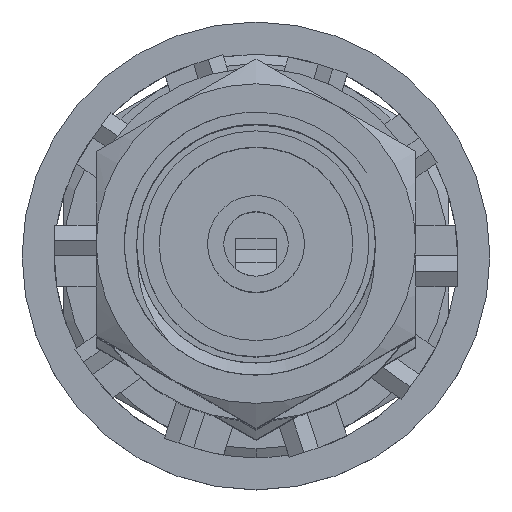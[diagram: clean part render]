
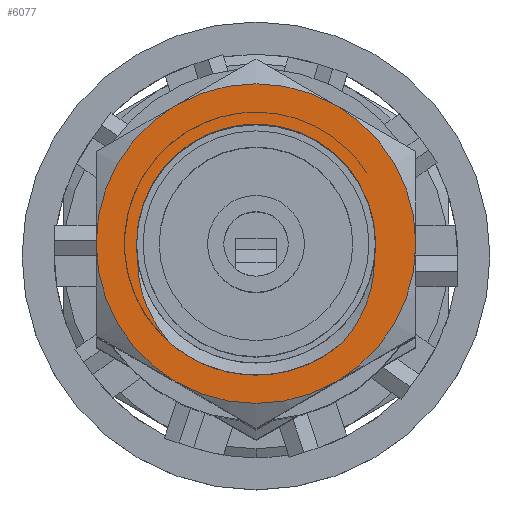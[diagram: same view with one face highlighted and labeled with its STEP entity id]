
A CAD part, top view. The second image highlights one B-rep face of the part: STEP entity #6077.
In plain terms, the highlighted planar face has unit normal (0, 0, 1).
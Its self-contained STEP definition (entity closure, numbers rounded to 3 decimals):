
#68 = VERTEX_POINT ( 'NONE', #3076 ) ;
#185 = CARTESIAN_POINT ( 'NONE',  ( 0., 0., 12.95 ) ) ;
#234 = VERTEX_POINT ( 'NONE', #2554 ) ;
#284 = CARTESIAN_POINT ( 'NONE',  ( -0.386, -1.595, 12.95 ) ) ;
#291 = EDGE_CURVE ( 'NONE', #8132, #1250, #4548, .T. ) ;
#297 = DIRECTION ( 'NONE',  ( 1., 0., 0. ) ) ;
#311 = CIRCLE ( 'NONE', #9083, 1.981 ) ;
#326 = CARTESIAN_POINT ( 'NONE',  ( 0.386, -1.595, 12.95 ) ) ;
#419 = DIRECTION ( 'NONE',  ( 1., 0., 0. ) ) ;
#590 = CARTESIAN_POINT ( 'NONE',  ( -1.063, -1.236, 12.95 ) ) ;
#592 = DIRECTION ( 'NONE',  ( 0., 0., 1. ) ) ;
#725 = CARTESIAN_POINT ( 'NONE',  ( 0., 0., 12.95 ) ) ;
#736 = CARTESIAN_POINT ( 'NONE',  ( -1.48, 0., 12.95 ) ) ;
#820 = EDGE_CURVE ( 'NONE', #1238, #9498, #6680, .T. ) ;
#914 = ORIENTED_EDGE ( 'NONE', *, *, #1997, .T. ) ;
#928 = CARTESIAN_POINT ( 'NONE',  ( -0.192, -1.63, 12.95 ) ) ;
#983 = CIRCLE ( 'NONE', #9066, 1.981 ) ;
#1000 = CARTESIAN_POINT ( 'NONE',  ( 1.471, -0.383, 12.95 ) ) ;
#1214 = ORIENTED_EDGE ( 'NONE', *, *, #4521, .T. ) ;
#1238 = VERTEX_POINT ( 'NONE', #6773 ) ;
#1250 = VERTEX_POINT ( 'NONE', #736 ) ;
#1286 = PLANE ( 'NONE',  #9281 ) ;
#1324 = EDGE_CURVE ( 'NONE', #1250, #5346, #8792, .T. ) ;
#1349 = EDGE_CURVE ( 'NONE', #68, #1238, #8185, .T. ) ;
#1400 = DIRECTION ( 'NONE',  ( 0., 0., 1. ) ) ;
#1473 = DIRECTION ( 'NONE',  ( 1., 0., 0. ) ) ;
#1639 = AXIS2_PLACEMENT_3D ( 'NONE', #2090, #592, #9444 ) ;
#1711 = B_SPLINE_CURVE_WITH_KNOTS ( 'NONE', 3,
 ( #3261, #1000, #6169, #7704, #1802, #7640 ),
 .UNSPECIFIED., .F., .F.,
 ( 4, 2, 4 ),
 ( 0., 0.001, 0.001 ),
 .UNSPECIFIED. ) ;
#1760 = CARTESIAN_POINT ( 'NONE',  ( -1.191, -1.092, 12.95 ) ) ;
#1802 = CARTESIAN_POINT ( 'NONE',  ( 1.191, -1.092, 12.95 ) ) ;
#1889 = CARTESIAN_POINT ( 'NONE',  ( 1.981, 0., 12.95 ) ) ;
#1997 = EDGE_CURVE ( 'NONE', #6259, #6086, #3883, .T. ) ;
#2034 = ORIENTED_EDGE ( 'NONE', *, *, #6105, .T. ) ;
#2090 = CARTESIAN_POINT ( 'NONE',  ( 0., 0., 12.95 ) ) ;
#2114 = CARTESIAN_POINT ( 'NONE',  ( 0., 0., 12.95 ) ) ;
#2214 = ORIENTED_EDGE ( 'NONE', *, *, #2545, .T. ) ;
#2307 = CARTESIAN_POINT ( 'NONE',  ( 1.468, -0.19, 12.95 ) ) ;
#2332 = AXIS2_PLACEMENT_3D ( 'NONE', #185, #7563, #6098 ) ;
#2456 = CARTESIAN_POINT ( 'NONE',  ( 0.916, -1.363, 12.95 ) ) ;
#2464 = ORIENTED_EDGE ( 'NONE', *, *, #820, .T. ) ;
#2488 = AXIS2_PLACEMENT_3D ( 'NONE', #725, #3607, #4434 ) ;
#2545 = EDGE_CURVE ( 'NONE', #6086, #5346, #3064, .T. ) ;
#2554 = CARTESIAN_POINT ( 'NONE',  ( 0.991, 1.716, 12.95 ) ) ;
#2588 = FACE_OUTER_BOUND ( 'NONE', #7041, .T. ) ;
#2643 = CARTESIAN_POINT ( 'NONE',  ( 0., 0., 12.95 ) ) ;
#2690 = CIRCLE ( 'NONE', #5400, 1.981 ) ;
#2748 = DIRECTION ( 'NONE',  ( 1., 0., 0. ) ) ;
#3064 = B_SPLINE_CURVE_WITH_KNOTS ( 'NONE', 3,
 ( #6113, #1760, #6997, #7735, #6928, #3255 ),
 .UNSPECIFIED., .F., .F.,
 ( 4, 2, 4 ),
 ( 0., 0.001, 0.001 ),
 .UNSPECIFIED. ) ;
#3076 = CARTESIAN_POINT ( 'NONE',  ( -0.991, 1.716, 12.95 ) ) ;
#3249 = AXIS2_PLACEMENT_3D ( 'NONE', #5487, #4044, #4148 ) ;
#3255 = CARTESIAN_POINT ( 'NONE',  ( -1.468, -0.19, 12.95 ) ) ;
#3261 = CARTESIAN_POINT ( 'NONE',  ( 1.468, -0.19, 12.95 ) ) ;
#3584 = CARTESIAN_POINT ( 'NONE',  ( -0.991, -1.716, 12.95 ) ) ;
#3607 = DIRECTION ( 'NONE',  ( 0., 0., 1. ) ) ;
#3666 = CIRCLE ( 'NONE', #2488, 1.48 ) ;
#3855 = CARTESIAN_POINT ( 'NONE',  ( 0., 0., 12.95 ) ) ;
#3883 = B_SPLINE_CURVE_WITH_KNOTS ( 'NONE', 3,
 ( #5365, #2456, #6188, #326, #6985, #928, #284, #3954, #9067, #6879 ),
 .UNSPECIFIED., .F., .F.,
 ( 4, 2, 2, 2, 4 ),
 ( 0., 0.001, 0.001, 0.002, 0.002 ),
 .UNSPECIFIED. ) ;
#3954 = CARTESIAN_POINT ( 'NONE',  ( -0.746, -1.462, 12.95 ) ) ;
#4008 = CARTESIAN_POINT ( 'NONE',  ( -1.468, -0.19, 12.95 ) ) ;
#4044 = DIRECTION ( 'NONE',  ( 0., 0., 1. ) ) ;
#4148 = DIRECTION ( 'NONE',  ( 1., 0., 0. ) ) ;
#4297 = ORIENTED_EDGE ( 'NONE', *, *, #4983, .F. ) ;
#4326 = AXIS2_PLACEMENT_3D ( 'NONE', #3855, #6841, #6912 ) ;
#4358 = ORIENTED_EDGE ( 'NONE', *, *, #7219, .T. ) ;
#4434 = DIRECTION ( 'NONE',  ( 1., 0., 0. ) ) ;
#4444 = ORIENTED_EDGE ( 'NONE', *, *, #1324, .F. ) ;
#4521 = EDGE_CURVE ( 'NONE', #8859, #6259, #1711, .T. ) ;
#4548 = CIRCLE ( 'NONE', #1639, 1.48 ) ;
#4818 = VERTEX_POINT ( 'NONE', #1889 ) ;
#4833 = CIRCLE ( 'NONE', #3249, 1.981 ) ;
#4983 = EDGE_CURVE ( 'NONE', #8859, #8132, #3666, .T. ) ;
#5137 = ORIENTED_EDGE ( 'NONE', *, *, #1349, .T. ) ;
#5229 = CARTESIAN_POINT ( 'NONE',  ( 1.063, -1.236, 12.95 ) ) ;
#5346 = VERTEX_POINT ( 'NONE', #4008 ) ;
#5349 = EDGE_CURVE ( 'NONE', #234, #68, #4833, .T. ) ;
#5365 = CARTESIAN_POINT ( 'NONE',  ( 1.063, -1.236, 12.95 ) ) ;
#5400 = AXIS2_PLACEMENT_3D ( 'NONE', #8532, #6341, #297 ) ;
#5487 = CARTESIAN_POINT ( 'NONE',  ( 0., 0., 12.95 ) ) ;
#5668 = DIRECTION ( 'NONE',  ( 0., 0., 1. ) ) ;
#5736 = EDGE_LOOP ( 'NONE', ( #4297, #1214, #914, #2214, #4444, #6861 ) ) ;
#6077 = ADVANCED_FACE ( 'NONE', ( #2588, #8900 ), #1286, .T. ) ;
#6086 = VERTEX_POINT ( 'NONE', #590 ) ;
#6098 = DIRECTION ( 'NONE',  ( 1., 0., 0. ) ) ;
#6105 = EDGE_CURVE ( 'NONE', #9498, #6847, #311, .T. ) ;
#6113 = CARTESIAN_POINT ( 'NONE',  ( -1.063, -1.236, 12.95 ) ) ;
#6169 = CARTESIAN_POINT ( 'NONE',  ( 1.435, -0.575, 12.95 ) ) ;
#6188 = CARTESIAN_POINT ( 'NONE',  ( 0.746, -1.462, 12.95 ) ) ;
#6259 = VERTEX_POINT ( 'NONE', #5229 ) ;
#6289 = DIRECTION ( 'NONE',  ( 0., 0., 1. ) ) ;
#6341 = DIRECTION ( 'NONE',  ( 0., 0., 1. ) ) ;
#6354 = AXIS2_PLACEMENT_3D ( 'NONE', #8064, #1400, #419 ) ;
#6378 = ORIENTED_EDGE ( 'NONE', *, *, #5349, .T. ) ;
#6465 = CARTESIAN_POINT ( 'NONE',  ( 0.991, -1.716, 12.95 ) ) ;
#6680 = CIRCLE ( 'NONE', #6354, 1.981 ) ;
#6704 = EDGE_CURVE ( 'NONE', #6847, #4818, #983, .T. ) ;
#6773 = CARTESIAN_POINT ( 'NONE',  ( -1.981, 0., 12.95 ) ) ;
#6841 = DIRECTION ( 'NONE',  ( 0., 0., 1. ) ) ;
#6847 = VERTEX_POINT ( 'NONE', #6465 ) ;
#6861 = ORIENTED_EDGE ( 'NONE', *, *, #291, .F. ) ;
#6879 = CARTESIAN_POINT ( 'NONE',  ( -1.063, -1.236, 12.95 ) ) ;
#6912 = DIRECTION ( 'NONE',  ( 1., 0., 0. ) ) ;
#6928 = CARTESIAN_POINT ( 'NONE',  ( -1.471, -0.383, 12.95 ) ) ;
#6983 = ORIENTED_EDGE ( 'NONE', *, *, #6704, .T. ) ;
#6985 = CARTESIAN_POINT ( 'NONE',  ( 0.192, -1.63, 12.95 ) ) ;
#6997 = CARTESIAN_POINT ( 'NONE',  ( -1.294, -0.927, 12.95 ) ) ;
#7041 = EDGE_LOOP ( 'NONE', ( #6983, #4358, #6378, #5137, #2464, #2034 ) ) ;
#7219 = EDGE_CURVE ( 'NONE', #4818, #234, #2690, .T. ) ;
#7258 = CARTESIAN_POINT ( 'NONE',  ( 0., 0., 12.95 ) ) ;
#7327 = CARTESIAN_POINT ( 'NONE',  ( 1.48, 0., 12.95 ) ) ;
#7411 = DIRECTION ( 'NONE',  ( 0., 0., 1. ) ) ;
#7563 = DIRECTION ( 'NONE',  ( 0., 0., 1. ) ) ;
#7640 = CARTESIAN_POINT ( 'NONE',  ( 1.063, -1.236, 12.95 ) ) ;
#7704 = CARTESIAN_POINT ( 'NONE',  ( 1.294, -0.928, 12.95 ) ) ;
#7735 = CARTESIAN_POINT ( 'NONE',  ( -1.435, -0.574, 12.95 ) ) ;
#7792 = DIRECTION ( 'NONE',  ( 1., 0., 0. ) ) ;
#8064 = CARTESIAN_POINT ( 'NONE',  ( 0., 0., 12.95 ) ) ;
#8132 = VERTEX_POINT ( 'NONE', #7327 ) ;
#8185 = CIRCLE ( 'NONE', #2332, 1.981 ) ;
#8532 = CARTESIAN_POINT ( 'NONE',  ( 0., 0., 12.95 ) ) ;
#8792 = CIRCLE ( 'NONE', #4326, 1.48 ) ;
#8859 = VERTEX_POINT ( 'NONE', #2307 ) ;
#8900 = FACE_BOUND ( 'NONE', #5736, .T. ) ;
#9066 = AXIS2_PLACEMENT_3D ( 'NONE', #2643, #6289, #7792 ) ;
#9067 = CARTESIAN_POINT ( 'NONE',  ( -0.916, -1.363, 12.95 ) ) ;
#9083 = AXIS2_PLACEMENT_3D ( 'NONE', #2114, #7411, #1473 ) ;
#9281 = AXIS2_PLACEMENT_3D ( 'NONE', #7258, #5668, #2748 ) ;
#9444 = DIRECTION ( 'NONE',  ( 1., 0., 0. ) ) ;
#9498 = VERTEX_POINT ( 'NONE', #3584 ) ;
